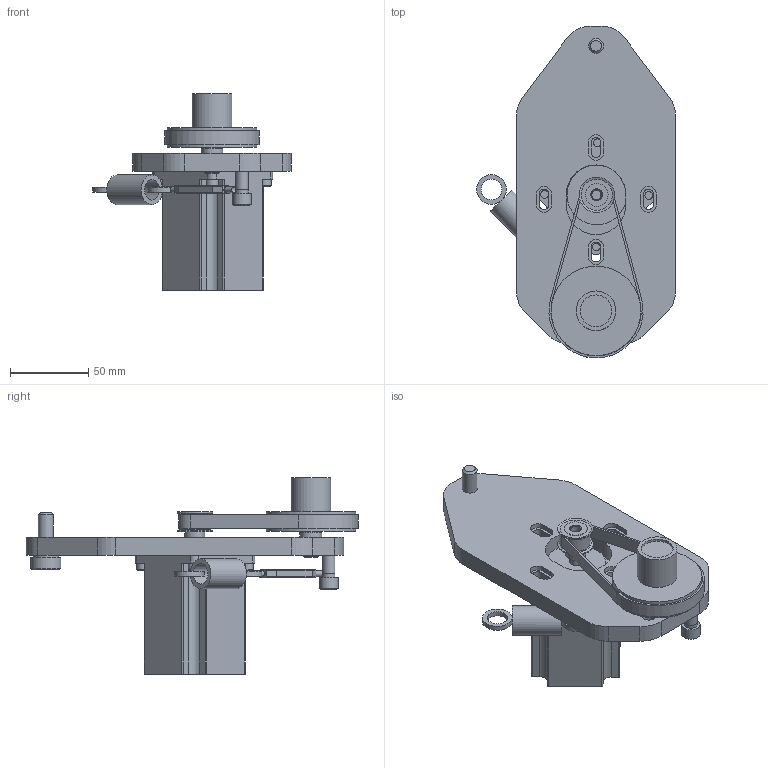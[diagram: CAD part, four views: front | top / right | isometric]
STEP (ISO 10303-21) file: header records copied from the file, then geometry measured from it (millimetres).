
FILE_DESCRIPTION(/* description */ ('Alibre Inc.'),/* implementation_level */ '2;1');
FILE_NAME(/* name */ 'export0',/* time_stamp */ '2009-11-07T15:34:50-08:00',/* author */ (''),/* organization */ (''),/* preprocessor_version */ 'ST-DEVELOPER v10',/* originating_system */ 'Alibre',/* authorisation */ '');
FILE_SCHEMA (('AUTOMOTIVE_DESIGN'));
Length unit declared in the file: centimetre
Bounding box: 127.22 x 212.38 x 125.53 mm (x, y, z)
Volume: 463448.8 mm3; surface area: 89666.2 mm2
Topology: 7 solids, 7 shells, 253 faces, 603 edges, 388 vertices
Faces by surface type: plane 122, cylinder 112, cone 13, torus 6
Full cylindrical faces by diameter (mm): 3.962 x2, 4.013 x2, 4.115 x2, 5 x4, 6.35 x2, 7.925 x4, 7.94 x1, 7.95 x3, 9.5 x1, 9.525 x2, 11.908 x1, 12.7 x2, 13.208 x2, 13.97 x1, 14.58 x2, 16.51 x1, 18.324 x1, 19.05 x3, 20.32 x1, 22.708 x2, 25.4 x1, 57.277 x1
Entity records: 7233 total; most frequent: CARTESIAN_POINT 1697, DIRECTION 1079, ORIENTED_EDGE 1068, EDGE_CURVE 533, AXIS2_PLACEMENT_3D 471, VERTEX_POINT 373, EDGE_LOOP 360, FACE_BOUND 360
